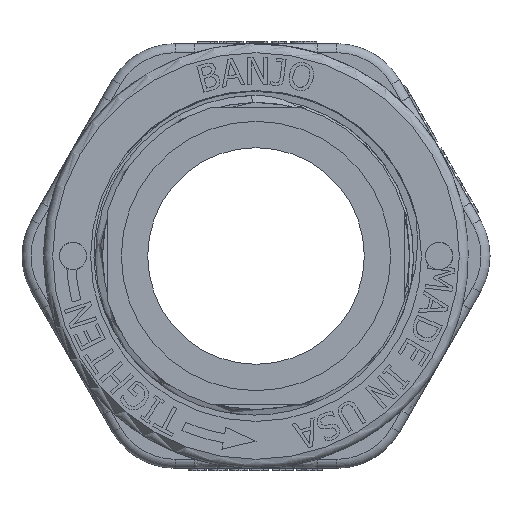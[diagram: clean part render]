
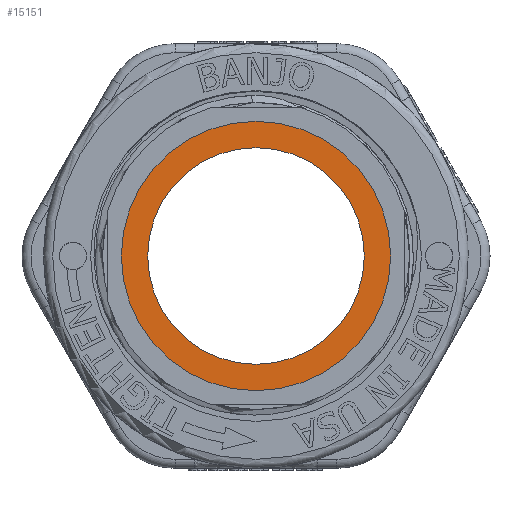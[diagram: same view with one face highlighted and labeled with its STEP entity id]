
A CAD part, front view. The second image highlights one B-rep face of the part: STEP entity #15151.
In plain terms, the highlighted planar face has unit normal (0, -1, 0).
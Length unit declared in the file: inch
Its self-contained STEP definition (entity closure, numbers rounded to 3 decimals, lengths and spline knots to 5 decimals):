
#408=FACE_BOUND('',#5365,.T.);
#3759=PLANE('',#16054);
#4462=FACE_OUTER_BOUND('',#5364,.T.);
#5364=EDGE_LOOP('',(#12574));
#5365=EDGE_LOOP('',(#12575));
#5939=CIRCLE('',#16053,1.5);
#5940=CIRCLE('',#16055,1.865);
#7297=VERTEX_POINT('',#26311);
#7298=VERTEX_POINT('',#26314);
#9165=EDGE_CURVE('',#7297,#7297,#5939,.T.);
#9166=EDGE_CURVE('',#7298,#7298,#5940,.T.);
#12574=ORIENTED_EDGE('',*,*,#9166,.T.);
#12575=ORIENTED_EDGE('',*,*,#9165,.F.);
#15151=ADVANCED_FACE('',(#4462,#408),#3759,.F.);
#16053=AXIS2_PLACEMENT_3D('',#26312,#18150,#18151);
#16054=AXIS2_PLACEMENT_3D('',#26313,#18152,#18153);
#16055=AXIS2_PLACEMENT_3D('',#26315,#18154,#18155);
#18150=DIRECTION('center_axis',(0.,-1.,0.));
#18151=DIRECTION('ref_axis',(0.,0.,1.));
#18152=DIRECTION('center_axis',(0.,1.,0.));
#18153=DIRECTION('ref_axis',(0.,0.,1.));
#18154=DIRECTION('center_axis',(0.,-1.,0.));
#18155=DIRECTION('ref_axis',(0.,0.,1.));
#26311=CARTESIAN_POINT('',(0.,-3.75,1.5));
#26312=CARTESIAN_POINT('Origin',(0.,-3.75,0.));
#26313=CARTESIAN_POINT('Origin',(0.,-3.75,1.6825));
#26314=CARTESIAN_POINT('',(0.,-3.75,1.865));
#26315=CARTESIAN_POINT('Origin',(0.,-3.75,0.));
